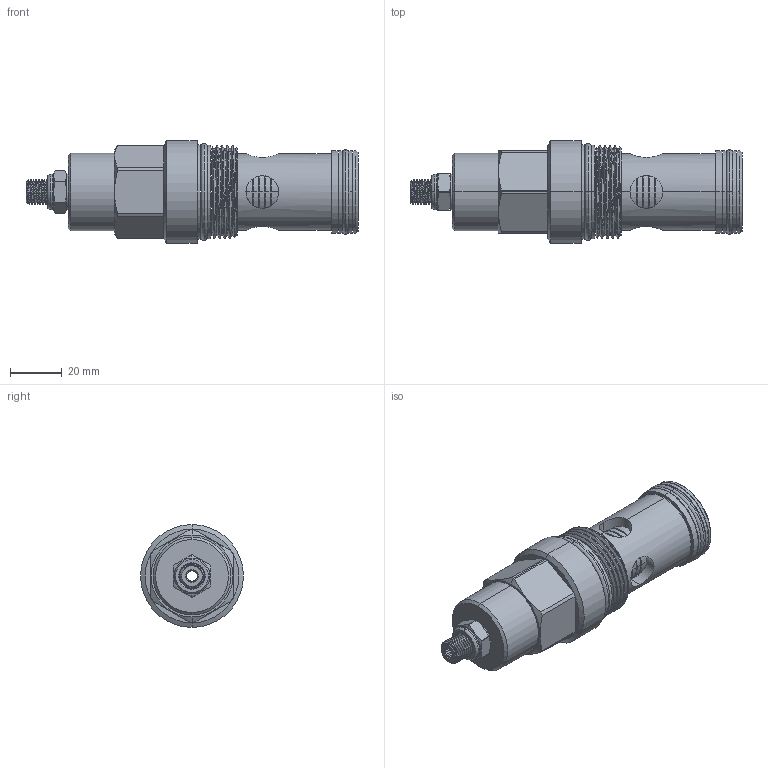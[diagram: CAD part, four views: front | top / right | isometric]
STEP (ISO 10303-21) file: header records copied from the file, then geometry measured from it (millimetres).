
FILE_DESCRIPTION (( 'STEP AP203' ), '1' );
FILE_NAME ('NV16A28-L.STEP', '2016-07-22T01:26:27', ( '' ), ( '' ), 'SwSTEP 2.0', 'SolidWorks 2012', '' );
FILE_SCHEMA (( 'CONFIG_CONTROL_DESIGN' ));
Length unit declared in the file: millimetre
Products named in the file (1): NV16A28-L
Bounding box: 127.74 x 39.6 x 39.6 mm (x, y, z)
Surface area: 21581.6 mm2 (no closed solid volume)
Topology: 0 solids, 15 shells, 209 faces, 571 edges, 378 vertices
Faces by surface type: cylinder 114, plane 48, torus 22, cone 18, bspline 7
Entity records: 12223 total; most frequent: CARTESIAN_POINT 7160, ORIENTED_EDGE 1043, DIRECTION 1022, EDGE_CURVE 571, AXIS2_PLACEMENT_3D 421, VERTEX_POINT 378, EDGE_LOOP 235, CIRCLE 218
